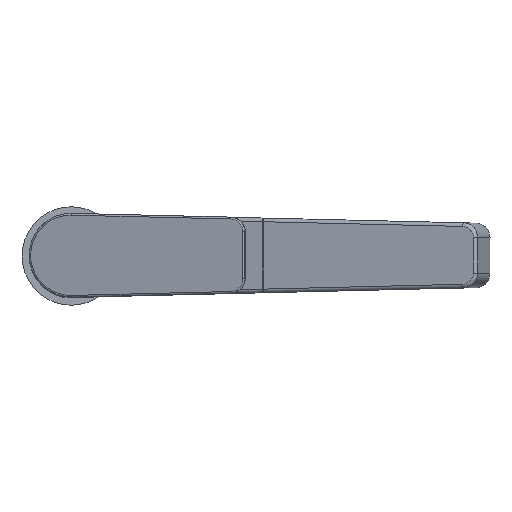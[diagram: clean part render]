
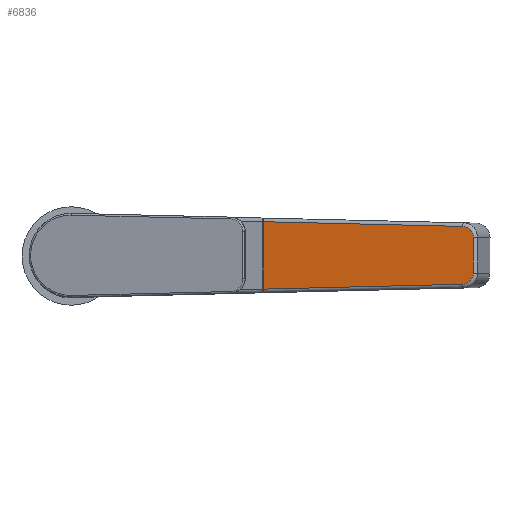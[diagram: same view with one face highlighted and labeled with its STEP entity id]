
A CAD part, top view. The second image highlights one B-rep face of the part: STEP entity #6836.
In plain terms, the highlighted face is planar.
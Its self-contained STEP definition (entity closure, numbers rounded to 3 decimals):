
#263=PLANE('',#7497);
#749=FACE_OUTER_BOUND('',#1197,.T.);
#1197=EDGE_LOOP('',(#5164,#5165,#5166,#5167,#5168,#5169));
#1665=LINE('',#15481,#2117);
#1679=LINE('',#15739,#2131);
#1680=LINE('',#15742,#2132);
#1681=LINE('',#15745,#2133);
#2117=VECTOR('',#8642,36.966);
#2131=VECTOR('',#8700,112.171);
#2132=VECTOR('',#8703,19.726);
#2133=VECTOR('',#8706,112.171);
#2562=CIRCLE('',#7494,6.);
#2564=CIRCLE('',#7498,6.);
#3078=VERTEX_POINT('',#15478);
#3079=VERTEX_POINT('',#15480);
#3100=VERTEX_POINT('',#15733);
#3101=VERTEX_POINT('',#15735);
#3102=VERTEX_POINT('',#15741);
#3103=VERTEX_POINT('',#15743);
#3826=EDGE_CURVE('',#3079,#3078,#1665,.T.);
#3858=EDGE_CURVE('',#3100,#3101,#2562,.T.);
#3860=EDGE_CURVE('',#3101,#3078,#1679,.T.);
#3861=EDGE_CURVE('',#3100,#3102,#1680,.T.);
#3862=EDGE_CURVE('',#3103,#3102,#2564,.T.);
#3863=EDGE_CURVE('',#3079,#3103,#1681,.T.);
#5164=ORIENTED_EDGE('',*,*,#3860,.F.);
#5165=ORIENTED_EDGE('',*,*,#3858,.F.);
#5166=ORIENTED_EDGE('',*,*,#3861,.T.);
#5167=ORIENTED_EDGE('',*,*,#3862,.F.);
#5168=ORIENTED_EDGE('',*,*,#3863,.F.);
#5169=ORIENTED_EDGE('',*,*,#3826,.T.);
#6836=ADVANCED_FACE('',(#749),#263,.F.);
#7494=AXIS2_PLACEMENT_3D('',#15736,#8694,#8695);
#7497=AXIS2_PLACEMENT_3D('',#15740,#8701,#8702);
#7498=AXIS2_PLACEMENT_3D('',#15744,#8704,#8705);
#8642=DIRECTION('',(0.,0.,1.));
#8694=DIRECTION('center_axis',(0.216,-0.976,0.));
#8695=DIRECTION('ref_axis',(0.976,0.216,0.));
#8700=DIRECTION('',(-0.976,-0.216,0.023));
#8701=DIRECTION('center_axis',(0.216,-0.976,0.));
#8702=DIRECTION('ref_axis',(0.976,0.216,0.));
#8703=DIRECTION('',(0.,0.,-1.));
#8704=DIRECTION('center_axis',(0.216,-0.976,0.));
#8705=DIRECTION('ref_axis',(0.023,0.005,-1.));
#8706=DIRECTION('',(0.976,0.216,0.023));
#15478=CARTESIAN_POINT('',(104.957,185.961,18.483));
#15480=CARTESIAN_POINT('',(104.957,185.961,-18.483));
#15481=CARTESIAN_POINT('',(104.957,185.961,-18.483));
#15733=CARTESIAN_POINT('',(220.16,211.501,9.863));
#15735=CARTESIAN_POINT('',(214.439,210.232,15.862));
#15736=CARTESIAN_POINT('Origin',(214.302,210.202,9.863));
#15739=CARTESIAN_POINT('',(214.439,210.232,15.862));
#15740=CARTESIAN_POINT('Origin',(-17.136,158.893,-39.835));
#15741=CARTESIAN_POINT('',(220.16,211.501,-9.863));
#15742=CARTESIAN_POINT('',(220.16,211.501,9.863));
#15743=CARTESIAN_POINT('',(214.439,210.232,-15.862));
#15744=CARTESIAN_POINT('Origin',(214.302,210.202,-9.863));
#15745=CARTESIAN_POINT('',(104.957,185.961,-18.483));
